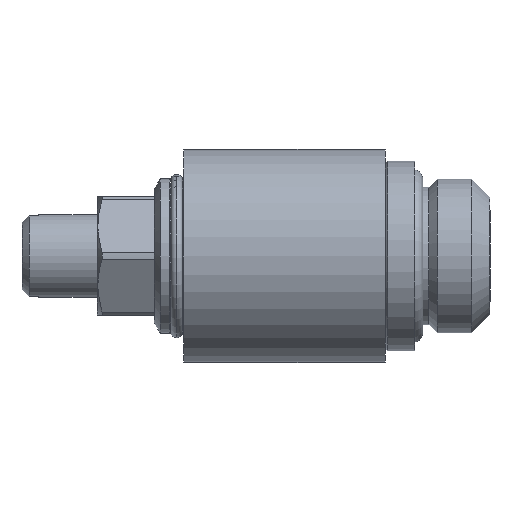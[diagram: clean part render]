
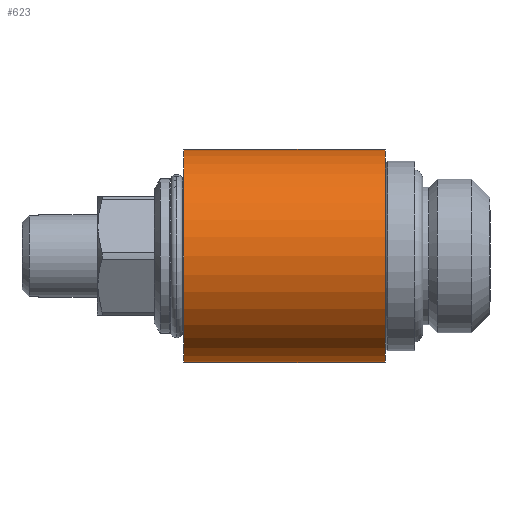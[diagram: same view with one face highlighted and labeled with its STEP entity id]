
A CAD part, left-side view. The second image highlights one B-rep face of the part: STEP entity #623.
In plain terms, the highlighted cylindrical face has radius 9 mm (diameter 18 mm), a partial arc.
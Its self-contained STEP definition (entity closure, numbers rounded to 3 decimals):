
#615 = ORIENTED_EDGE ( 'NONE', *, *, #1131, .T. ) ;
#616 = ORIENTED_EDGE ( 'NONE', *, *, #617, .T. ) ;
#617 = EDGE_CURVE ( 'NONE', #1150, #1126, #2051, .T. ) ;
#623 = ADVANCED_FACE ( 'NONE', ( #3906 ), #3904, .T. ) ;
#624 = EDGE_LOOP ( 'NONE', ( #645, #777, #615, #616 ) ) ;
#645 = ORIENTED_EDGE ( 'NONE', *, *, #1178, .F. ) ;
#777 = ORIENTED_EDGE ( 'NONE', *, *, #807, .T. ) ;
#807 = EDGE_CURVE ( 'NONE', #1169, #1179, #3957, .T. ) ;
#1126 = VERTEX_POINT ( 'NONE', #2225 ) ;
#1131 = EDGE_CURVE ( 'NONE', #1179, #1150, #2188, .T. ) ;
#1150 = VERTEX_POINT ( 'NONE', #2282 ) ;
#1169 = VERTEX_POINT ( 'NONE', #2334 ) ;
#1178 = EDGE_CURVE ( 'NONE', #1169, #1126, #2416, .T. ) ;
#1179 = VERTEX_POINT ( 'NONE', #2417 ) ;
#2047 = DIRECTION ( 'NONE',  ( 0., 0., -1. ) ) ;
#2048 = DIRECTION ( 'NONE',  ( 0., -1., 0. ) ) ;
#2049 = CARTESIAN_POINT ( 'NONE',  ( 0., 26.2, 0. ) ) ;
#2050 = AXIS2_PLACEMENT_3D ( 'NONE', #2049, #2048, #2047 ) ;
#2051 = CIRCLE ( 'NONE', #2050, 9. ) ;
#2185 = DIRECTION ( 'NONE',  ( 0., 1., 0. ) ) ;
#2186 = VECTOR ( 'NONE', #2185, 1000. ) ;
#2187 = CARTESIAN_POINT ( 'NONE',  ( 0., 32.286, 9. ) ) ;
#2188 = LINE ( 'NONE', #2187, #2186 ) ;
#2225 = CARTESIAN_POINT ( 'NONE',  ( 0., 26.2, -9. ) ) ;
#2282 = CARTESIAN_POINT ( 'NONE',  ( 0., 26.2, 9. ) ) ;
#2334 = CARTESIAN_POINT ( 'NONE',  ( 0., 9.2, -9. ) ) ;
#2351 = DIRECTION ( 'NONE',  ( 0., 1., 0. ) ) ;
#2352 = VECTOR ( 'NONE', #2351, 1000. ) ;
#2353 = CARTESIAN_POINT ( 'NONE',  ( 0., 32.286, -9. ) ) ;
#2416 = LINE ( 'NONE', #2353, #2352 ) ;
#2417 = CARTESIAN_POINT ( 'NONE',  ( 0., 9.2, 9. ) ) ;
#3904 = CYLINDRICAL_SURFACE ( 'NONE', #3922, 9. ) ;
#3906 = FACE_OUTER_BOUND ( 'NONE', #624, .T. ) ;
#3908 = DIRECTION ( 'NONE',  ( 0., 0., 1. ) ) ;
#3921 = DIRECTION ( 'NONE',  ( 0., 1., 0. ) ) ;
#3922 = AXIS2_PLACEMENT_3D ( 'NONE', #3923, #3921, #3908 ) ;
#3923 = CARTESIAN_POINT ( 'NONE',  ( 0., 32.286, 0. ) ) ;
#3946 = DIRECTION ( 'NONE',  ( 0., 1., 0. ) ) ;
#3947 = DIRECTION ( 'NONE',  ( 0., 0., 1. ) ) ;
#3957 = CIRCLE ( 'NONE', #3970, 9. ) ;
#3958 = CARTESIAN_POINT ( 'NONE',  ( 0., 9.2, 0. ) ) ;
#3970 = AXIS2_PLACEMENT_3D ( 'NONE', #3958, #3946, #3947 ) ;
